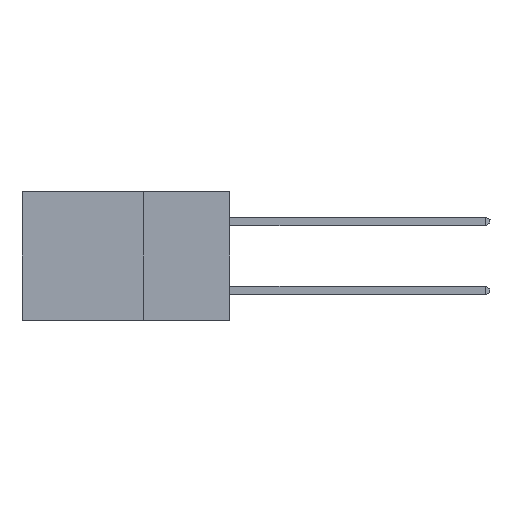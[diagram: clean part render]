
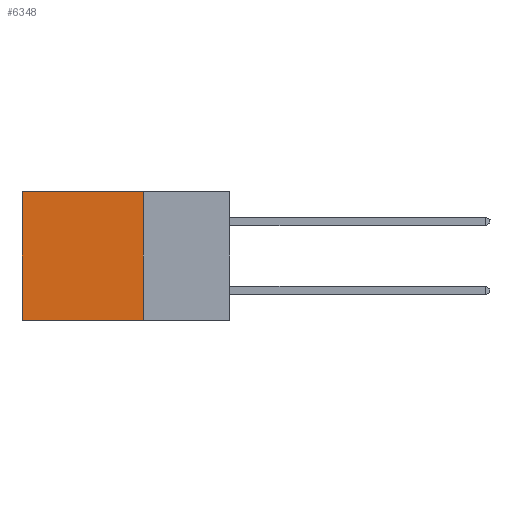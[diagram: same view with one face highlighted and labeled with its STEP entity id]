
A CAD part, left-side view. The second image highlights one B-rep face of the part: STEP entity #6348.
In plain terms, the highlighted planar face has unit normal (-1, 0, 0).
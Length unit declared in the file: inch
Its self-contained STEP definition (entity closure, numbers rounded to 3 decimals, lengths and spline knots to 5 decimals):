
#566 = DIRECTION ( 'NONE',  ( 0., 1., 0. ) ) ;
#1420 = ORIENTED_EDGE ( 'NONE', *, *, #8450, .T. ) ;
#2210 = CARTESIAN_POINT ( 'NONE',  ( 0.298, 0.6, 0. ) ) ;
#4078 = LINE ( 'NONE', #7872, #8524 ) ;
#4083 = CARTESIAN_POINT ( 'NONE',  ( 0.298, 0.25, -0.37 ) ) ;
#4418 = VECTOR ( 'NONE', #566, 39.37008 ) ;
#5656 = EDGE_CURVE ( 'NONE', #15810, #19555, #19102, .T. ) ;
#5814 = FACE_OUTER_BOUND ( 'NONE', #23253, .T. ) ;
#6019 = CARTESIAN_POINT ( 'NONE',  ( 0.298, 0.25, 0. ) ) ;
#6068 = CARTESIAN_POINT ( 'NONE',  ( 0.298, 0.6, 0. ) ) ;
#6348 = ADVANCED_FACE ( 'NONE', ( #5814 ), #22090, .F. ) ;
#6432 = DIRECTION ( 'NONE',  ( 0., 0., -1. ) ) ;
#6549 = DIRECTION ( 'NONE',  ( 1., 0., 0. ) ) ;
#7138 = ORIENTED_EDGE ( 'NONE', *, *, #21486, .F. ) ;
#7872 = CARTESIAN_POINT ( 'NONE',  ( 0.298, 0.25, 0. ) ) ;
#8450 = EDGE_CURVE ( 'NONE', #8738, #19555, #11080, .T. ) ;
#8524 = VECTOR ( 'NONE', #9787, 39.37008 ) ;
#8738 = VERTEX_POINT ( 'NONE', #2210 ) ;
#8921 = VECTOR ( 'NONE', #14266, 39.37008 ) ;
#9787 = DIRECTION ( 'NONE',  ( 0., 0., -1. ) ) ;
#10090 = CARTESIAN_POINT ( 'NONE',  ( 0.298, 0.25, 0. ) ) ;
#10799 = EDGE_CURVE ( 'NONE', #13165, #8738, #19035, .T. ) ;
#11080 = LINE ( 'NONE', #6068, #20650 ) ;
#11475 = ORIENTED_EDGE ( 'NONE', *, *, #5656, .F. ) ;
#12128 = CARTESIAN_POINT ( 'NONE',  ( 0.298, 0.6, -0.37 ) ) ;
#13165 = VERTEX_POINT ( 'NONE', #23083 ) ;
#14266 = DIRECTION ( 'NONE',  ( 0., 1., 0. ) ) ;
#14397 = CARTESIAN_POINT ( 'NONE',  ( 0.298, 0.25, -0.37 ) ) ;
#15810 = VERTEX_POINT ( 'NONE', #4083 ) ;
#19004 = AXIS2_PLACEMENT_3D ( 'NONE', #6019, #6549, #6432 ) ;
#19035 = LINE ( 'NONE', #10090, #4418 ) ;
#19102 = LINE ( 'NONE', #14397, #8921 ) ;
#19555 = VERTEX_POINT ( 'NONE', #12128 ) ;
#20474 = ORIENTED_EDGE ( 'NONE', *, *, #10799, .T. ) ;
#20650 = VECTOR ( 'NONE', #24309, 39.37008 ) ;
#21486 = EDGE_CURVE ( 'NONE', #13165, #15810, #4078, .T. ) ;
#22090 = PLANE ( 'NONE',  #19004 ) ;
#23083 = CARTESIAN_POINT ( 'NONE',  ( 0.298, 0.25, 0. ) ) ;
#23253 = EDGE_LOOP ( 'NONE', ( #1420, #11475, #7138, #20474 ) ) ;
#24309 = DIRECTION ( 'NONE',  ( 0., 0., -1. ) ) ;
